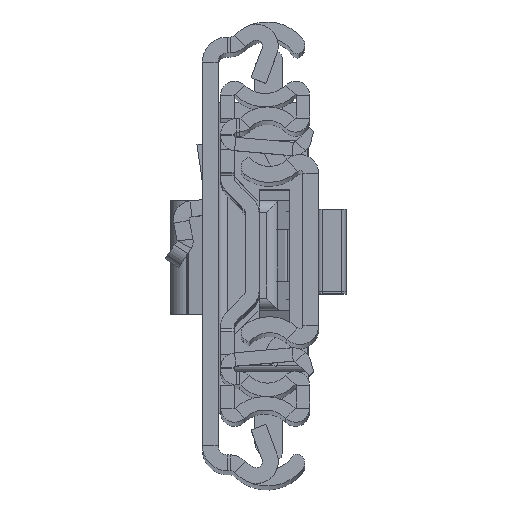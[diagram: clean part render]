
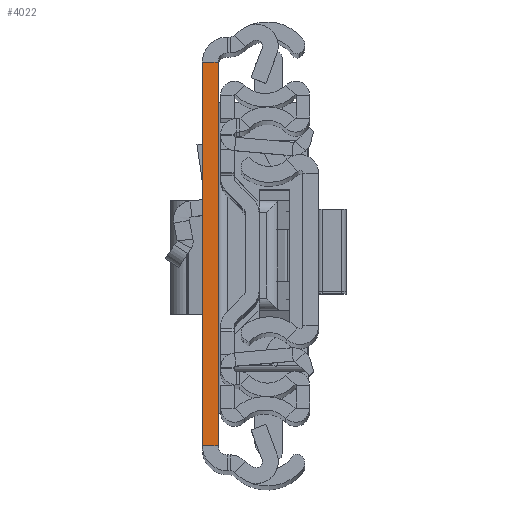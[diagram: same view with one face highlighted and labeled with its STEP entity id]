
A CAD part, top view. The second image highlights one B-rep face of the part: STEP entity #4022.
In plain terms, the highlighted planar face has unit normal (0, 0, 1).
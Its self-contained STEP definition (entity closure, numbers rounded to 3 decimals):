
#365 = VECTOR ( 'NONE', #4377, 1000. ) ;
#603 = VERTEX_POINT ( 'NONE', #2175 ) ;
#645 = VERTEX_POINT ( 'NONE', #14098 ) ;
#646 = EDGE_CURVE ( 'NONE', #17397, #603, #5534, .T. ) ;
#1505 = EDGE_CURVE ( 'NONE', #17397, #12675, #12831, .T. ) ;
#1637 = DIRECTION ( 'NONE',  ( 1., 0., 0. ) ) ;
#2175 = CARTESIAN_POINT ( 'NONE',  ( 2.6, -31.5, 0. ) ) ;
#2176 = EDGE_CURVE ( 'NONE', #12675, #645, #4268, .T. ) ;
#2501 = CARTESIAN_POINT ( 'NONE',  ( 0., -31.5, 0. ) ) ;
#3008 = AXIS2_PLACEMENT_3D ( 'NONE', #3414, #4909, #12075 ) ;
#3227 = ORIENTED_EDGE ( 'NONE', *, *, #646, .T. ) ;
#3414 = CARTESIAN_POINT ( 'NONE',  ( 2.6, -31.5, 0. ) ) ;
#4022 = ADVANCED_FACE ( 'NONE', ( #17683 ), #13465, .F. ) ;
#4268 = LINE ( 'NONE', #12739, #10692 ) ;
#4377 = DIRECTION ( 'NONE',  ( 0., 1., 0. ) ) ;
#4909 = DIRECTION ( 'NONE',  ( 0., 0., -1. ) ) ;
#5534 = LINE ( 'NONE', #15489, #7412 ) ;
#7412 = VECTOR ( 'NONE', #15677, 1000. ) ;
#10288 = EDGE_LOOP ( 'NONE', ( #13697, #17320, #3227, #17003 ) ) ;
#10692 = VECTOR ( 'NONE', #1637, 1000. ) ;
#11446 = CARTESIAN_POINT ( 'NONE',  ( 0., -31.5, 0. ) ) ;
#11475 = LINE ( 'NONE', #17163, #365 ) ;
#12075 = DIRECTION ( 'NONE',  ( 0., 1., 0. ) ) ;
#12446 = VECTOR ( 'NONE', #13485, 1000. ) ;
#12675 = VERTEX_POINT ( 'NONE', #16312 ) ;
#12739 = CARTESIAN_POINT ( 'NONE',  ( 2.6, 31.5, 0. ) ) ;
#12831 = LINE ( 'NONE', #11446, #12446 ) ;
#13465 = PLANE ( 'NONE',  #3008 ) ;
#13485 = DIRECTION ( 'NONE',  ( 0., 1., 0. ) ) ;
#13697 = ORIENTED_EDGE ( 'NONE', *, *, #2176, .F. ) ;
#14098 = CARTESIAN_POINT ( 'NONE',  ( 2.6, 31.5, 0. ) ) ;
#14510 = EDGE_CURVE ( 'NONE', #603, #645, #11475, .T. ) ;
#15489 = CARTESIAN_POINT ( 'NONE',  ( 2.6, -31.5, 0. ) ) ;
#15677 = DIRECTION ( 'NONE',  ( 1., 0., 0. ) ) ;
#16312 = CARTESIAN_POINT ( 'NONE',  ( 0., 31.5, 0. ) ) ;
#17003 = ORIENTED_EDGE ( 'NONE', *, *, #14510, .T. ) ;
#17163 = CARTESIAN_POINT ( 'NONE',  ( 2.6, -31.5, 0. ) ) ;
#17320 = ORIENTED_EDGE ( 'NONE', *, *, #1505, .F. ) ;
#17397 = VERTEX_POINT ( 'NONE', #2501 ) ;
#17683 = FACE_OUTER_BOUND ( 'NONE', #10288, .T. ) ;
